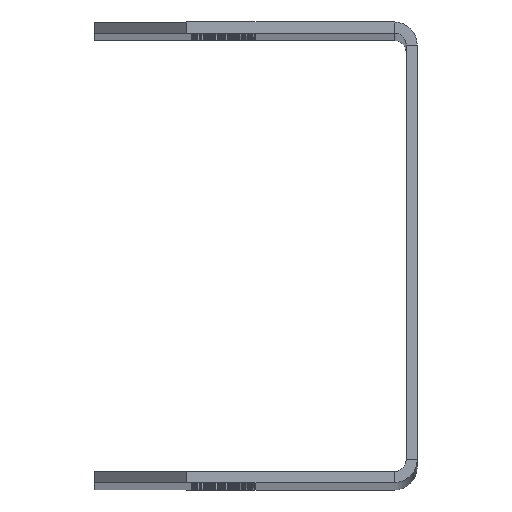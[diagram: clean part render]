
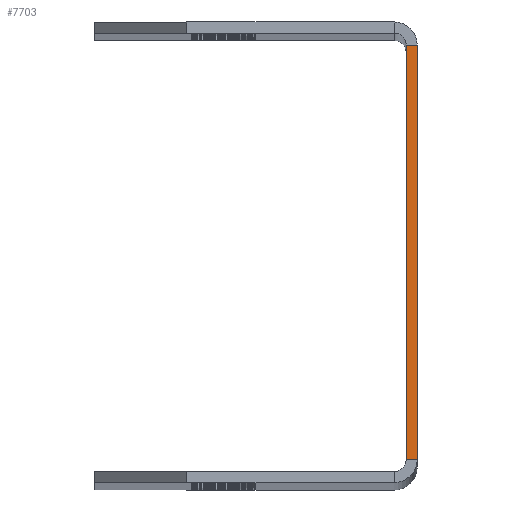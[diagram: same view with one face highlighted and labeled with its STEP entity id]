
A CAD part, top view. The second image highlights one B-rep face of the part: STEP entity #7703.
In plain terms, the highlighted planar face has unit normal (0, 0, 1).
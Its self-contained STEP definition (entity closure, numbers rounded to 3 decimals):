
#553 = DIRECTION ( 'NONE',  ( 1., 0., 0. ) ) ;
#589 = VERTEX_POINT ( 'NONE', #14244 ) ;
#1365 = PLANE ( 'NONE',  #6128 ) ;
#2733 = CARTESIAN_POINT ( 'NONE',  ( 35., -2.5, 460. ) ) ;
#3257 = LINE ( 'NONE', #7752, #8915 ) ;
#3383 = EDGE_CURVE ( 'NONE', #589, #10566, #10556, .T. ) ;
#3740 = ORIENTED_EDGE ( 'NONE', *, *, #8916, .T. ) ;
#3907 = CARTESIAN_POINT ( 'NONE',  ( 35., 0., 460. ) ) ;
#4943 = DIRECTION ( 'NONE',  ( -1., 0., 0. ) ) ;
#5784 = CARTESIAN_POINT ( 'NONE',  ( 35., -2.5, 460. ) ) ;
#6002 = FACE_OUTER_BOUND ( 'NONE', #11022, .T. ) ;
#6128 = AXIS2_PLACEMENT_3D ( 'NONE', #12667, #12807, #553 ) ;
#6136 = VERTEX_POINT ( 'NONE', #5784 ) ;
#6254 = DIRECTION ( 'NONE',  ( 1., 0., 0. ) ) ;
#7615 = CARTESIAN_POINT ( 'NONE',  ( 33.8, -2.5, 460. ) ) ;
#7703 = ADVANCED_FACE ( 'NONE', ( #6002 ), #1365, .T. ) ;
#7752 = CARTESIAN_POINT ( 'NONE',  ( 33.8, 0., 460. ) ) ;
#8200 = VECTOR ( 'NONE', #13959, 1000. ) ;
#8324 = CARTESIAN_POINT ( 'NONE',  ( 33.8, -47.5, 460. ) ) ;
#8915 = VECTOR ( 'NONE', #11585, 1000. ) ;
#8916 = EDGE_CURVE ( 'NONE', #9500, #589, #3257, .T. ) ;
#9325 = VECTOR ( 'NONE', #6254, 1000. ) ;
#9454 = LINE ( 'NONE', #3907, #8200 ) ;
#9500 = VERTEX_POINT ( 'NONE', #7615 ) ;
#10368 = VECTOR ( 'NONE', #4943, 1000. ) ;
#10556 = LINE ( 'NONE', #8324, #9325 ) ;
#10566 = VERTEX_POINT ( 'NONE', #11941 ) ;
#10906 = EDGE_CURVE ( 'NONE', #6136, #10566, #9454, .T. ) ;
#11022 = EDGE_LOOP ( 'NONE', ( #13362, #14076, #3740, #13611 ) ) ;
#11585 = DIRECTION ( 'NONE',  ( 0., -1., 0. ) ) ;
#11888 = EDGE_CURVE ( 'NONE', #6136, #9500, #12923, .T. ) ;
#11941 = CARTESIAN_POINT ( 'NONE',  ( 35., -47.5, 460. ) ) ;
#12667 = CARTESIAN_POINT ( 'NONE',  ( 32.5, -1.2, 460. ) ) ;
#12807 = DIRECTION ( 'NONE',  ( 0., 0., 1. ) ) ;
#12923 = LINE ( 'NONE', #2733, #10368 ) ;
#13362 = ORIENTED_EDGE ( 'NONE', *, *, #10906, .F. ) ;
#13611 = ORIENTED_EDGE ( 'NONE', *, *, #3383, .T. ) ;
#13959 = DIRECTION ( 'NONE',  ( 0., -1., 0. ) ) ;
#14076 = ORIENTED_EDGE ( 'NONE', *, *, #11888, .T. ) ;
#14244 = CARTESIAN_POINT ( 'NONE',  ( 33.8, -47.5, 460. ) ) ;
